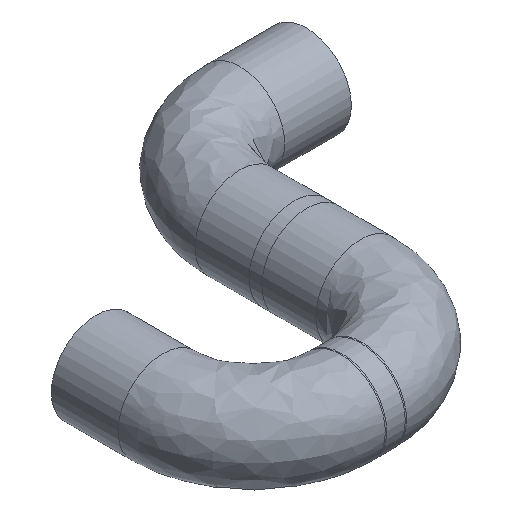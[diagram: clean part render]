
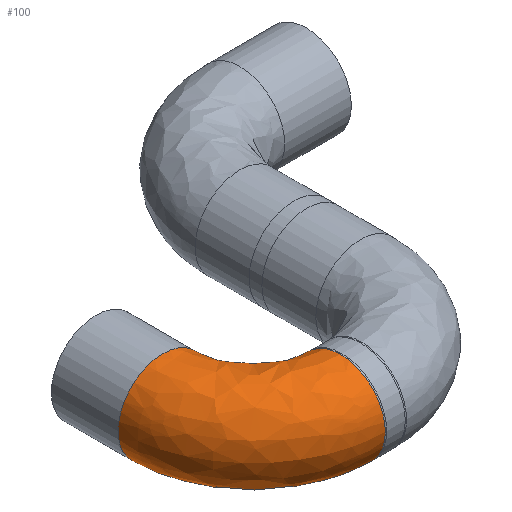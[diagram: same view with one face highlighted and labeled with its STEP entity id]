
A CAD part, isometric view. The second image highlights one B-rep face of the part: STEP entity #100.
In plain terms, the highlighted free-form (B-spline) face has degree [3, 3] with [7, 4] control points.
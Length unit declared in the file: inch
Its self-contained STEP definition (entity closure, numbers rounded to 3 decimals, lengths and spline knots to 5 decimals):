
#10 = AXIS2_PLACEMENT_3D ( 'NONE', #185, #376, #694 ) ;
#26 = CARTESIAN_POINT ( 'NONE',  ( -12.06942, -3.98047, 3.71413 ) ) ;
#28 = EDGE_CURVE ( 'NONE', #651, #651, #157, .T. ) ;
#29 = CARTESIAN_POINT ( 'NONE',  ( -7.73871, -1.4436, 3.71413 ) ) ;
#40 = CARTESIAN_POINT ( 'NONE',  ( -5.57336, -2.34052, 8.04484 ) ) ;
#90 = CARTESIAN_POINT ( 'NONE',  ( -5.57336, -6.67123, 3.71413 ) ) ;
#97 = CARTESIAN_POINT ( 'NONE',  ( -12.06942, -3.98047, -0.61658 ) ) ;
#100 = ADVANCED_FACE ( 'NONE', ( #159, #294 ), #280, .T. ) ;
#140 = DIRECTION ( 'NONE',  ( -1., 0., 0. ) ) ;
#157 = CIRCLE ( 'NONE', #236, 2.16535 ) ;
#159 = FACE_OUTER_BOUND ( 'NONE', #300, .T. ) ;
#185 = CARTESIAN_POINT ( 'NONE',  ( -9.90407, -0.17517, 3.71413 ) ) ;
#194 = CARTESIAN_POINT ( 'NONE',  ( -9.37867, -6.67123, 3.71413 ) ) ;
#201 = CARTESIAN_POINT ( 'NONE',  ( -9.37867, -6.67123, 3.71413 ) ) ;
#204 = CARTESIAN_POINT ( 'NONE',  ( -7.73871, -1.4436, -0.61658 ) ) ;
#211 = CARTESIAN_POINT ( 'NONE',  ( -5.57336, -4.50588, 3.71413 ) ) ;
#217 = CARTESIAN_POINT ( 'NONE',  ( -12.06942, -0.17517, 3.71413 ) ) ;
#236 = AXIS2_PLACEMENT_3D ( 'NONE', #211, #140, #255 ) ;
#244 = EDGE_CURVE ( 'NONE', #473, #473, #428, .T. ) ;
#255 = DIRECTION ( 'NONE',  ( 0., -1., 0. ) ) ;
#280 =( BOUNDED_SURFACE ( )  B_SPLINE_SURFACE ( 3, 3, ( 
 ( #217, #429, #194, #493 ),
 ( #475, #97, #586, #490 ),
 ( #371, #204, #700, #705 ),
 ( #641, #29, #601, #590 ),
 ( #603, #540, #304, #40 ),
 ( #360, #682, #679, #696 ),
 ( #498, #26, #201, #90 ) ),
 .UNSPECIFIED., .T., .F., .F. ) 
 B_SPLINE_SURFACE_WITH_KNOTS ( ( 4, 3, 4 ),
 ( 4, 4 ),
 ( 0., 0.5, 1. ),
 ( 0., 1. ),
 .UNSPECIFIED. ) 
 GEOMETRIC_REPRESENTATION_ITEM ( )  RATIONAL_B_SPLINE_SURFACE ( (
 ( 1., 0.805, 0.805, 1.),
 ( 0.333, 0.268, 0.268, 0.333),
 ( 0.333, 0.268, 0.268, 0.333),
 ( 1., 0.805, 0.805, 1.),
 ( 0.333, 0.268, 0.268, 0.333),
 ( 0.333, 0.268, 0.268, 0.333),
 ( 1., 0.805, 0.805, 1.) ) ) 
 REPRESENTATION_ITEM ( '' )  SURFACE ( )  );
#294 = FACE_OUTER_BOUND ( 'NONE', #365, .T. ) ;
#300 = EDGE_LOOP ( 'NONE', ( #383 ) ) ;
#304 = CARTESIAN_POINT ( 'NONE',  ( -6.84179, -2.34052, 8.04484 ) ) ;
#360 = CARTESIAN_POINT ( 'NONE',  ( -12.06942, -0.17517, 8.04484 ) ) ;
#365 = EDGE_LOOP ( 'NONE', ( #701 ) ) ;
#371 = CARTESIAN_POINT ( 'NONE',  ( -7.73871, -0.17517, -0.61658 ) ) ;
#376 = DIRECTION ( 'NONE',  ( 0., -1., 0. ) ) ;
#383 = ORIENTED_EDGE ( 'NONE', *, *, #244, .T. ) ;
#428 = CIRCLE ( 'NONE', #10, 2.16535 ) ;
#429 = CARTESIAN_POINT ( 'NONE',  ( -12.06942, -3.98047, 3.71413 ) ) ;
#473 = VERTEX_POINT ( 'NONE', #497 ) ;
#475 = CARTESIAN_POINT ( 'NONE',  ( -12.06942, -0.17517, -0.61658 ) ) ;
#490 = CARTESIAN_POINT ( 'NONE',  ( -5.57336, -6.67123, -0.61658 ) ) ;
#493 = CARTESIAN_POINT ( 'NONE',  ( -5.57336, -6.67123, 3.71413 ) ) ;
#497 = CARTESIAN_POINT ( 'NONE',  ( -12.06942, -0.17517, 3.71413 ) ) ;
#498 = CARTESIAN_POINT ( 'NONE',  ( -12.06942, -0.17517, 3.71413 ) ) ;
#512 = CARTESIAN_POINT ( 'NONE',  ( -5.57336, -6.67123, 3.71413 ) ) ;
#540 = CARTESIAN_POINT ( 'NONE',  ( -7.73871, -1.4436, 8.04484 ) ) ;
#586 = CARTESIAN_POINT ( 'NONE',  ( -9.37867, -6.67123, -0.61658 ) ) ;
#590 = CARTESIAN_POINT ( 'NONE',  ( -5.57336, -2.34052, 3.71413 ) ) ;
#601 = CARTESIAN_POINT ( 'NONE',  ( -6.84179, -2.34052, 3.71413 ) ) ;
#603 = CARTESIAN_POINT ( 'NONE',  ( -7.73871, -0.17517, 8.04484 ) ) ;
#641 = CARTESIAN_POINT ( 'NONE',  ( -7.73871, -0.17517, 3.71413 ) ) ;
#651 = VERTEX_POINT ( 'NONE', #512 ) ;
#679 = CARTESIAN_POINT ( 'NONE',  ( -9.37867, -6.67123, 8.04484 ) ) ;
#682 = CARTESIAN_POINT ( 'NONE',  ( -12.06942, -3.98047, 8.04484 ) ) ;
#694 = DIRECTION ( 'NONE',  ( -1., 0., 0. ) ) ;
#696 = CARTESIAN_POINT ( 'NONE',  ( -5.57336, -6.67123, 8.04484 ) ) ;
#700 = CARTESIAN_POINT ( 'NONE',  ( -6.84179, -2.34052, -0.61658 ) ) ;
#701 = ORIENTED_EDGE ( 'NONE', *, *, #28, .T. ) ;
#705 = CARTESIAN_POINT ( 'NONE',  ( -5.57336, -2.34052, -0.61658 ) ) ;
